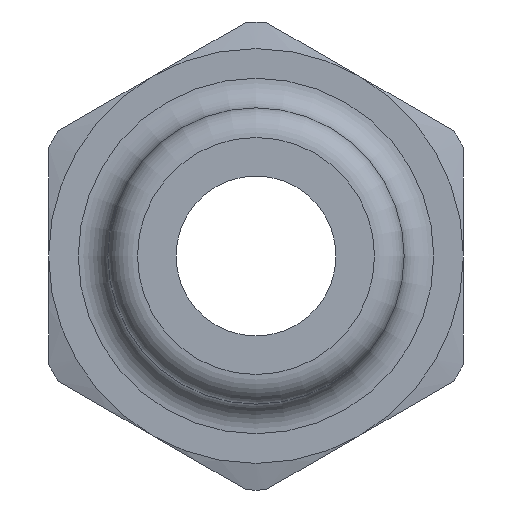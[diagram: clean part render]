
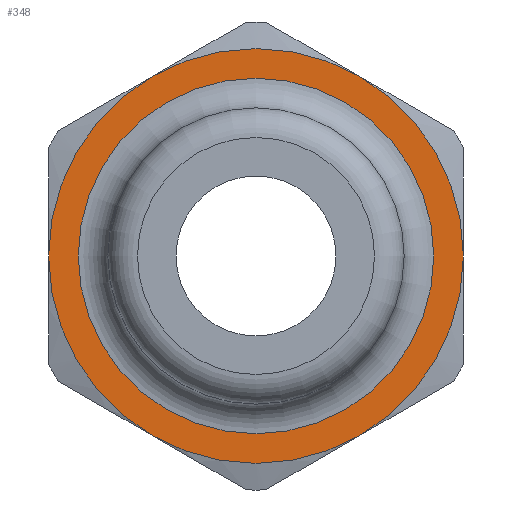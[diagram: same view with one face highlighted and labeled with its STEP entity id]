
A CAD part, left-side view. The second image highlights one B-rep face of the part: STEP entity #348.
In plain terms, the highlighted planar face has unit normal (-1, 0, 0).
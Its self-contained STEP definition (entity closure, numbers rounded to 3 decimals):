
#260=CARTESIAN_POINT('',(10.0,3.0,0.));
#261=VERTEX_POINT('',#260);
#262=CARTESIAN_POINT('',(10.0,0.0,0.0));
#263=DIRECTION('',(-1.0,0.0,0.0));
#264=DIRECTION('',(0.0,-1.0,0.0));
#265=AXIS2_PLACEMENT_3D('',#262,#263,#264);
#266=CIRCLE('',#265,3.0);
#267=EDGE_CURVE('',#261,#261,#266,.T.);
#284=CARTESIAN_POINT('',(10.0,3.0,0.0));
#285=DIRECTION('',(-1.0,0.0,0.0));
#286=DIRECTION('',(0.0,0.0,1.0));
#287=AXIS2_PLACEMENT_3D('',#284,#285,#286);
#288=PLANE('',#287);
#289=CARTESIAN_POINT('',(10.0,3.5,0.0));
#290=VERTEX_POINT('',#289);
#291=CARTESIAN_POINT('',(10.0,1.75,3.031));
#292=VERTEX_POINT('',#291);
#293=CARTESIAN_POINT('',(10.0,0.0,0.0));
#294=DIRECTION('',(1.0,0.0,0.0));
#295=DIRECTION('',(0.0,1.0,0.0));
#296=AXIS2_PLACEMENT_3D('',#293,#294,#295);
#297=CIRCLE('',#296,3.5);
#298=EDGE_CURVE('',#290,#292,#297,.T.);
#299=ORIENTED_EDGE('',*,*,#298,.F.);
#300=CARTESIAN_POINT('',(10.0,1.75,-3.031));
#301=VERTEX_POINT('',#300);
#302=CARTESIAN_POINT('',(10.0,0.0,0.0));
#303=DIRECTION('',(1.0,0.0,0.0));
#304=DIRECTION('',(0.0,1.0,0.0));
#305=AXIS2_PLACEMENT_3D('',#302,#303,#304);
#306=CIRCLE('',#305,3.5);
#307=EDGE_CURVE('',#301,#290,#306,.T.);
#308=ORIENTED_EDGE('',*,*,#307,.F.);
#309=CARTESIAN_POINT('',(10.0,-1.75,-3.031));
#310=VERTEX_POINT('',#309);
#311=CARTESIAN_POINT('',(10.0,0.0,0.0));
#312=DIRECTION('',(1.0,0.0,0.0));
#313=DIRECTION('',(0.0,1.0,0.0));
#314=AXIS2_PLACEMENT_3D('',#311,#312,#313);
#315=CIRCLE('',#314,3.5);
#316=EDGE_CURVE('',#310,#301,#315,.T.);
#317=ORIENTED_EDGE('',*,*,#316,.F.);
#318=CARTESIAN_POINT('',(10.0,-3.5,0.));
#319=VERTEX_POINT('',#318);
#320=CARTESIAN_POINT('',(10.0,0.0,0.0));
#321=DIRECTION('',(1.0,0.0,0.0));
#322=DIRECTION('',(0.0,1.0,0.0));
#323=AXIS2_PLACEMENT_3D('',#320,#321,#322);
#324=CIRCLE('',#323,3.5);
#325=EDGE_CURVE('',#319,#310,#324,.T.);
#326=ORIENTED_EDGE('',*,*,#325,.F.);
#327=CARTESIAN_POINT('',(10.0,-1.75,3.031));
#328=VERTEX_POINT('',#327);
#329=CARTESIAN_POINT('',(10.0,0.0,0.0));
#330=DIRECTION('',(1.0,0.0,0.0));
#331=DIRECTION('',(0.0,1.0,0.0));
#332=AXIS2_PLACEMENT_3D('',#329,#330,#331);
#333=CIRCLE('',#332,3.5);
#334=EDGE_CURVE('',#328,#319,#333,.T.);
#335=ORIENTED_EDGE('',*,*,#334,.F.);
#336=CARTESIAN_POINT('',(10.0,0.0,0.0));
#337=DIRECTION('',(1.0,0.0,0.0));
#338=DIRECTION('',(0.0,1.0,0.0));
#339=AXIS2_PLACEMENT_3D('',#336,#337,#338);
#340=CIRCLE('',#339,3.5);
#341=EDGE_CURVE('',#292,#328,#340,.T.);
#342=ORIENTED_EDGE('',*,*,#341,.F.);
#343=EDGE_LOOP('',(#299,#308,#317,#326,#335,#342));
#344=FACE_OUTER_BOUND('',#343,.T.);
#345=ORIENTED_EDGE('',*,*,#267,.F.);
#346=EDGE_LOOP('',(#345));
#347=FACE_BOUND('',#346,.T.);
#348=ADVANCED_FACE('',(#344,#347),#288,.T.);
